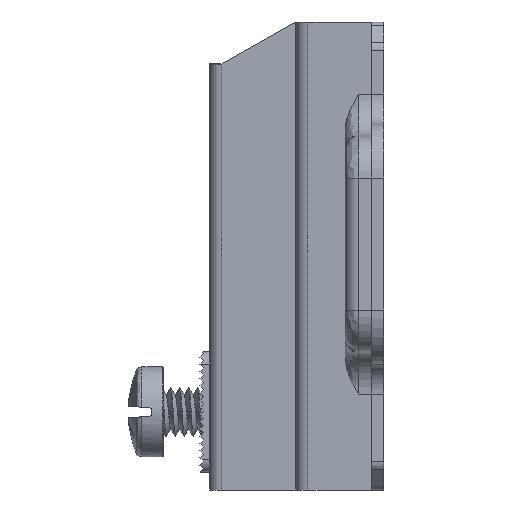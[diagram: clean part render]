
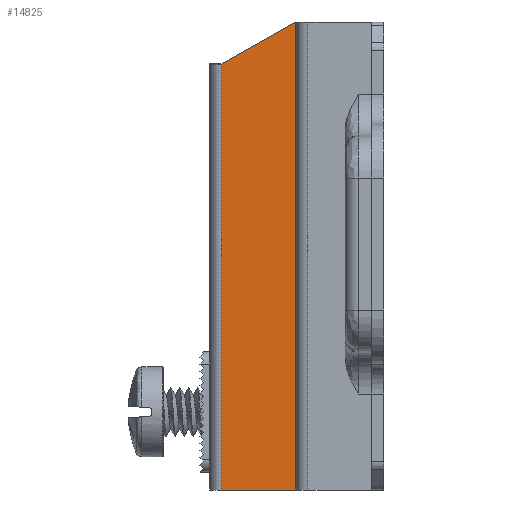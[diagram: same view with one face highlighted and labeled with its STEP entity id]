
A CAD part, left-side view. The second image highlights one B-rep face of the part: STEP entity #14825.
In plain terms, the highlighted face is planar.
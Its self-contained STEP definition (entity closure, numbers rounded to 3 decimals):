
#1253 = VECTOR ( 'NONE', #8298, 1000. ) ;
#1607 = EDGE_CURVE ( 'NONE', #7319, #5189, #3110, .T. ) ;
#2156 = VERTEX_POINT ( 'NONE', #6293 ) ;
#3069 = CARTESIAN_POINT ( 'NONE',  ( 6.5, 7., 13.5 ) ) ;
#3110 = LINE ( 'NONE', #6844, #11522 ) ;
#3449 = DIRECTION ( 'NONE',  ( -1., 0., 0. ) ) ;
#4195 = DIRECTION ( 'NONE',  ( -0.492, 0., -0.871 ) ) ;
#4897 = DIRECTION ( 'NONE',  ( 0., 0., -1. ) ) ;
#5189 = VERTEX_POINT ( 'NONE', #10803 ) ;
#5406 = LINE ( 'NONE', #14257, #16050 ) ;
#6223 = ORIENTED_EDGE ( 'NONE', *, *, #8906, .T. ) ;
#6293 = CARTESIAN_POINT ( 'NONE',  ( 6.5, 7., 7.3 ) ) ;
#6844 = CARTESIAN_POINT ( 'NONE',  ( -30.75, 7., 10.4 ) ) ;
#7007 = CARTESIAN_POINT ( 'NONE',  ( -29., 7., 13.5 ) ) ;
#7319 = VERTEX_POINT ( 'NONE', #7007 ) ;
#7540 = EDGE_CURVE ( 'NONE', #10671, #7319, #9724, .T. ) ;
#7792 = DIRECTION ( 'NONE',  ( 0., 0., -1. ) ) ;
#7828 = EDGE_CURVE ( 'NONE', #5189, #2156, #15934, .T. ) ;
#8298 = DIRECTION ( 'NONE',  ( 1., 0., 0. ) ) ;
#8531 = DIRECTION ( 'NONE',  ( 0., -1., 0. ) ) ;
#8906 = EDGE_CURVE ( 'NONE', #10671, #2156, #5406, .T. ) ;
#9387 = ORIENTED_EDGE ( 'NONE', *, *, #1607, .F. ) ;
#9712 = VECTOR ( 'NONE', #3449, 1000. ) ;
#9724 = LINE ( 'NONE', #11120, #9712 ) ;
#10671 = VERTEX_POINT ( 'NONE', #3069 ) ;
#10803 = CARTESIAN_POINT ( 'NONE',  ( -32.5, 7., 7.3 ) ) ;
#11120 = CARTESIAN_POINT ( 'NONE',  ( -13.117, 7., 13.5 ) ) ;
#11522 = VECTOR ( 'NONE', #4195, 1000. ) ;
#12170 = PLANE ( 'NONE',  #14224 ) ;
#12338 = FACE_OUTER_BOUND ( 'NONE', #14156, .T. ) ;
#12580 = ORIENTED_EDGE ( 'NONE', *, *, #7540, .F. ) ;
#12648 = ORIENTED_EDGE ( 'NONE', *, *, #7828, .F. ) ;
#14156 = EDGE_LOOP ( 'NONE', ( #12580, #6223, #12648, #9387 ) ) ;
#14224 = AXIS2_PLACEMENT_3D ( 'NONE', #15991, #8531, #4897 ) ;
#14257 = CARTESIAN_POINT ( 'NONE',  ( 6.5, 7., 7.25 ) ) ;
#14825 = ADVANCED_FACE ( 'NONE', ( #12338 ), #12170, .F. ) ;
#15597 = CARTESIAN_POINT ( 'NONE',  ( -13.117, 7., 7.3 ) ) ;
#15934 = LINE ( 'NONE', #15597, #1253 ) ;
#15991 = CARTESIAN_POINT ( 'NONE',  ( -32.734, 7., 13.5 ) ) ;
#16050 = VECTOR ( 'NONE', #7792, 1000. ) ;
